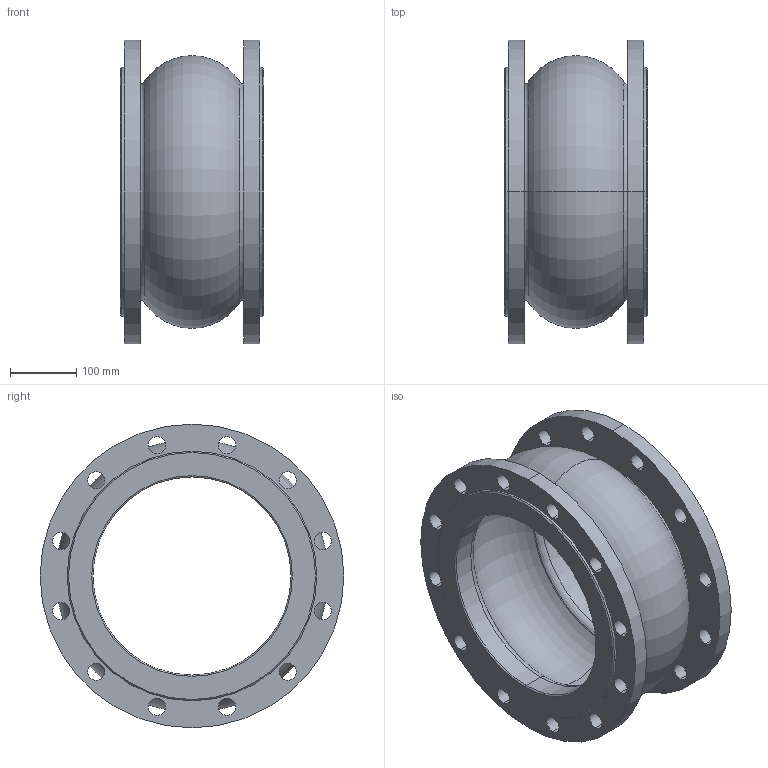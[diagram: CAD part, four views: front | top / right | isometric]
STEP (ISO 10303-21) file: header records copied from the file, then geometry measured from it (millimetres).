
FILE_DESCRIPTION (( 'STEP AP203' ), '1' );
FILE_NAME ('F8_PN16_DN300.STEP', '2012-10-31T08:45:44', ( 'luca.saino' ), ( 'Hewlett-Packard Company' ), 'SwSTEP 2.0', 'SolidWorks 2012', '' );
FILE_SCHEMA (( 'CONFIG_CONTROL_DESIGN' ));
Length unit declared in the file: millimetre
Products named in the file (1): F8_PN16_DN300
Bounding box: 217 x 460 x 460 mm (x, y, z)
Volume: 7409684.4 mm3; surface area: 946796.9 mm2
Topology: 1 solids, 1 shells, 90 faces, 228 edges, 144 vertices
Faces by surface type: cylinder 60, torus 16, cone 8, plane 6
Entity records: 2957 total; most frequent: DIRECTION 570, CARTESIAN_POINT 463, ORIENTED_EDGE 456, AXIS2_PLACEMENT_3D 251, EDGE_CURVE 228, CIRCLE 160, EDGE_LOOP 144, VERTEX_POINT 144
